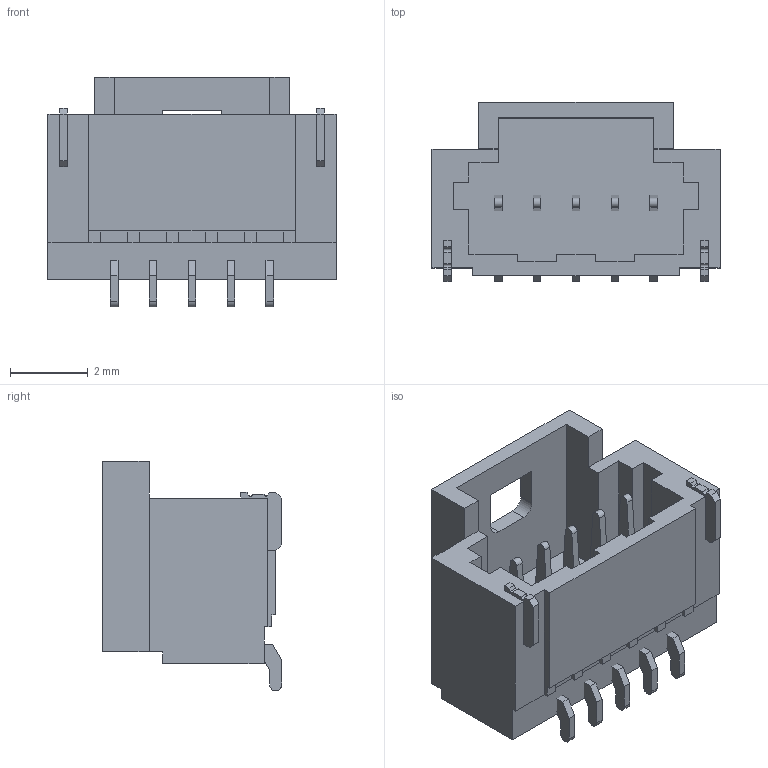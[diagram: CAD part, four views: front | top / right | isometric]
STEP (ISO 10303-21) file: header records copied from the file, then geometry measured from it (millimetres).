
FILE_DESCRIPTION(/* description */ ('STEP AP214'),/* implementation_level */ '2;1');
FILE_NAME(/* name */ 'T1M-05-F-SH-L',/* time_stamp */ '2024-01-24T13:20:49+01:00',/* author */ ('License CC BY-ND 4.0'),/* organization */ ('CADENAS'),/* preprocessor_version */ 'ST-DEVELOPER v19.3',/* originating_system */ 'PARTsolutions',/* authorisation */ ' ');
FILE_SCHEMA (('AUTOMOTIVE_DESIGN {1 0 10303 214 3 1 1}'));
Length unit declared in the file: millimetre
Products named in the file (3): T1M-05-F-SH-L; T1T1M-05-T-SH-L; P2T1M-05-T-SH-L
Assembly tree (2 placements, depth 2):
  T1M-05-F-SH-L
    T1T1M-05-T-SH-L
    P2T1M-05-T-SH-L
Bounding box: 7.4 x 4.6 x 5.9 mm (x, y, z)
Volume: 71 mm3; surface area: 275.7 mm2
Topology: 2 solids, 2 shells, 185 faces, 517 edges, 336 vertices
Faces by surface type: plane 167, cylinder 18
Entity records: 5899 total; most frequent: CARTESIAN_POINT 1041, ORIENTED_EDGE 1034, DIRECTION 929, EDGE_CURVE 517, LINE 481, VECTOR 481, VERTEX_POINT 336, AXIS2_PLACEMENT_3D 224
